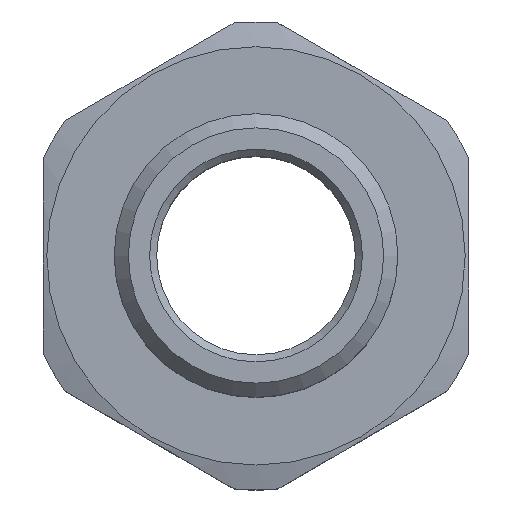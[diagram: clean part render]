
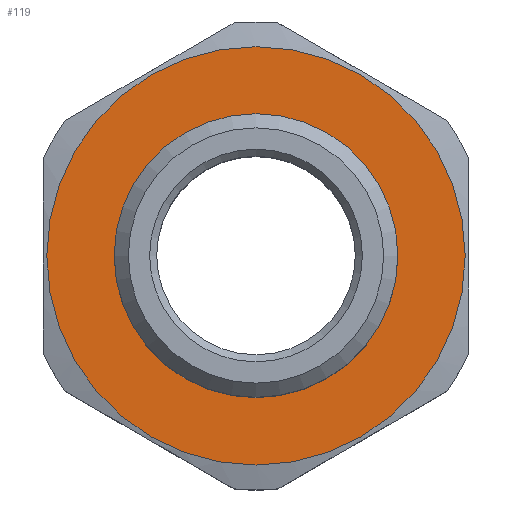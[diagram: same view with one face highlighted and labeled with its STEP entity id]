
A CAD part, top view. The second image highlights one B-rep face of the part: STEP entity #119.
In plain terms, the highlighted planar face has unit normal (0, 0, 1).
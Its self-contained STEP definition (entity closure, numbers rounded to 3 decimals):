
#15 = CARTESIAN_POINT ( 'NONE',  ( 0., 0., 19.7 ) ) ;
#25 = CARTESIAN_POINT ( 'NONE',  ( 0., 10., 19.7 ) ) ;
#54 = AXIS2_PLACEMENT_3D ( 'NONE', #15, #163, #157 ) ;
#60 = EDGE_CURVE ( 'NONE', #829, #829, #633, .T. ) ;
#119 = ADVANCED_FACE ( 'NONE', ( #254, #570 ), #777, .F. ) ;
#147 = CIRCLE ( 'NONE', #690, 14.75 ) ;
#152 = DIRECTION ( 'NONE',  ( -1., 0., 0. ) ) ;
#157 = DIRECTION ( 'NONE',  ( 0., 1., 0. ) ) ;
#163 = DIRECTION ( 'NONE',  ( 0., 0., -1. ) ) ;
#200 = CARTESIAN_POINT ( 'NONE',  ( -14.75, 0., 19.7 ) ) ;
#254 = FACE_OUTER_BOUND ( 'NONE', #420, .T. ) ;
#346 = DIRECTION ( 'NONE',  ( 0., 0., -1. ) ) ;
#356 = EDGE_LOOP ( 'NONE', ( #577 ) ) ;
#420 = EDGE_LOOP ( 'NONE', ( #590 ) ) ;
#427 = VERTEX_POINT ( 'NONE', #200 ) ;
#548 = AXIS2_PLACEMENT_3D ( 'NONE', #25, #585, #152 ) ;
#554 = DIRECTION ( 'NONE',  ( -1., 0., 0. ) ) ;
#570 = FACE_BOUND ( 'NONE', #356, .T. ) ;
#577 = ORIENTED_EDGE ( 'NONE', *, *, #60, .T. ) ;
#585 = DIRECTION ( 'NONE',  ( 0., 0., -1. ) ) ;
#590 = ORIENTED_EDGE ( 'NONE', *, *, #730, .F. ) ;
#633 = CIRCLE ( 'NONE', #54, 10. ) ;
#682 = CARTESIAN_POINT ( 'NONE',  ( 0., 10., 19.7 ) ) ;
#690 = AXIS2_PLACEMENT_3D ( 'NONE', #758, #346, #554 ) ;
#730 = EDGE_CURVE ( 'NONE', #427, #427, #147, .T. ) ;
#758 = CARTESIAN_POINT ( 'NONE',  ( 0., 0., 19.7 ) ) ;
#777 = PLANE ( 'NONE',  #548 ) ;
#829 = VERTEX_POINT ( 'NONE', #682 ) ;
